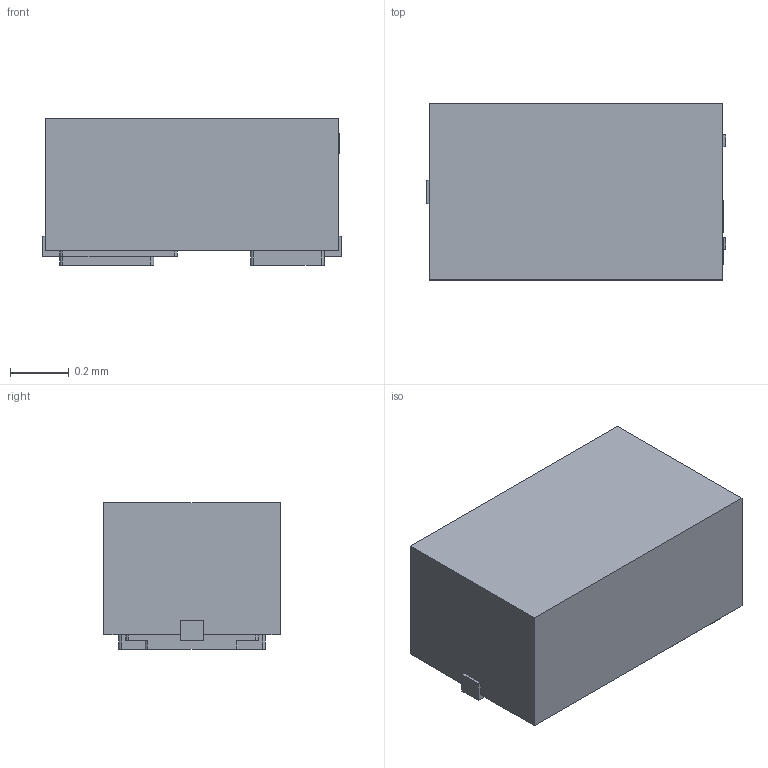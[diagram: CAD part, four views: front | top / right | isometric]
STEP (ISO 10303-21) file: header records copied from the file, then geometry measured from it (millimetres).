
FILE_DESCRIPTION (( 'STEP AP214' ), '1' );
FILE_NAME ('WBFBP-03E_L1.0-W0.6-P0.64-BL.step', '2022-08-04T09:23:18', ( '' ), ( '' ), 'SwSTEP 2.0', 'SolidWorks 2020', '' );
FILE_SCHEMA (( 'AUTOMOTIVE_DESIGN' ));
Length unit declared in the file: millimetre
Products named in the file (1): WBFBP-03E_L1.0-W0.6-P0.64-BL
Bounding box: 1.02 x 0.6 x 0.5 mm (x, y, z)
Volume: 0.3 mm3; surface area: 2.8 mm2
Topology: 14 solids, 14 shells, 346 faces, 933 edges, 622 vertices
Faces by surface type: plane 218, bspline 112, cylinder 16
Entity records: 15942 total; most frequent: CARTESIAN_POINT 4006, ORIENTED_EDGE 1866, DIRECTION 1207, EDGE_CURVE 933, VECTOR 673, LINE 673, VERTEX_POINT 622, EDGE_LOOP 365
